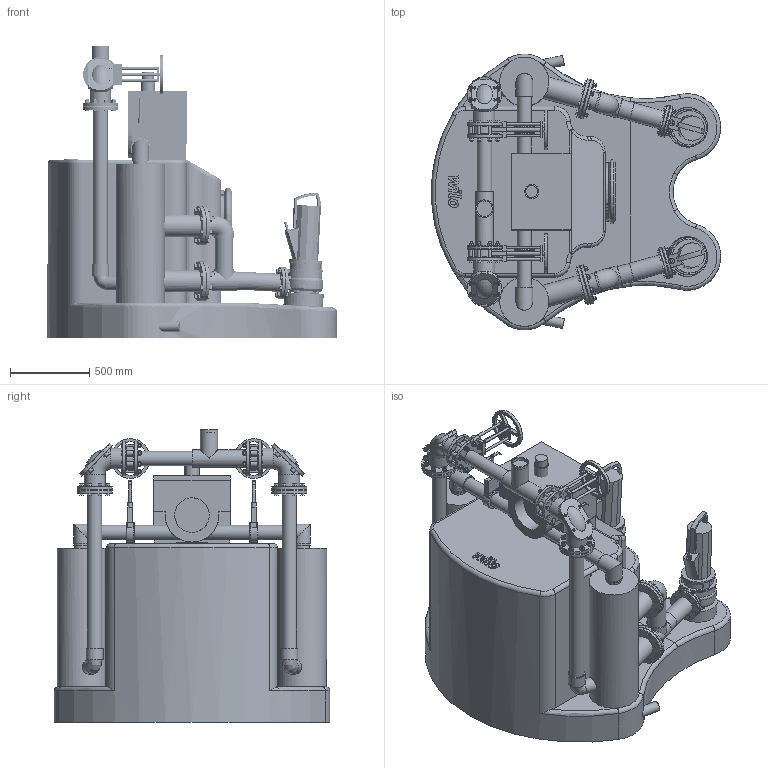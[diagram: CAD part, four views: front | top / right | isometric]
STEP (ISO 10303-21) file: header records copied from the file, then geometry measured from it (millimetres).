
FILE_DESCRIPTION(/* description */ (''),/* implementation_level */ '2;1');
FILE_NAME(/* name */ '3d_EMUportCORE50.2-15A-6080617.stp',/* time_stamp */ '2017-03-20T11:21:01+01:00',/* author */ ('Andrzej'),/* organization */ (''),/* preprocessor_version */ 'ST-DEVELOPER v15.5',/* originating_system */ 'AutoCAD Mechanical',/* authorisation */ '');
FILE_SCHEMA (('AUTOMOTIVE_DESIGN { 1 0 10303 214 3 1 1 }'));
Length unit declared in the file: millimetre
Products named in the file (1): Product
Bounding box: 1827.52 x 1741.26 x 1850 mm (x, y, z)
Volume: 1781573354 mm3; surface area: 19844571.7 mm2
Topology: 304 solids, 304 shells, 3101 faces, 7015 edges, 4563 vertices
Faces by surface type: plane 2128, cylinder 747, cone 118, torus 61, bspline 45, sphere 2
Full cylindrical faces by diameter (mm): 10 x8, 15 x2, 16 x248, 18 x140, 19 x32, 20 x2, 24 x2, 30 x82, 35 x2, 63 x2, 75 x1, 88.9 x4, 90 x14, 96.8 x1, 106 x6, 110 x2, 114.3 x20, 126 x8, 128 x2, 128.9 x2, 132 x4, 139 x4, 200 x4, 214 x4, 219 x2, 219.1 x1, 220 x8, 234 x2, 250 x12, 360 x1
Entity records: 99187 total; most frequent: CARTESIAN_POINT 31508, DIRECTION 13826, ORIENTED_EDGE 12086, EDGE_CURVE 6043, AXIS2_PLACEMENT_3D 4928, EDGE_LOOP 4614, VERTEX_POINT 4385, LINE 3970
